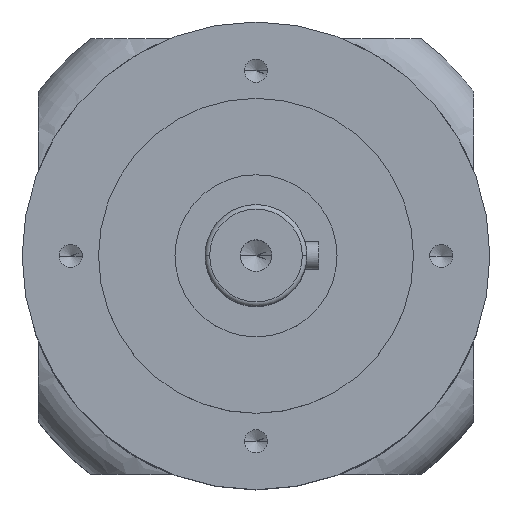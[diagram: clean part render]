
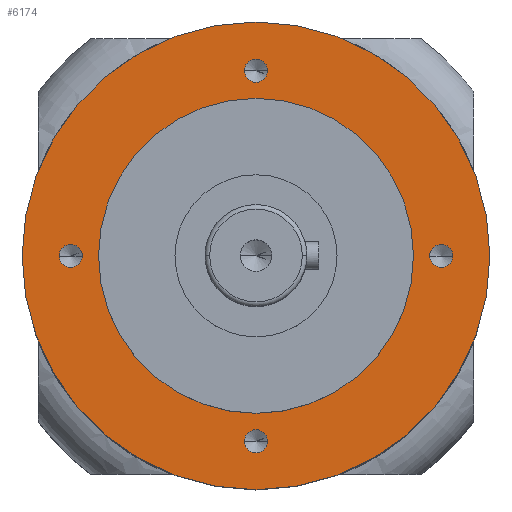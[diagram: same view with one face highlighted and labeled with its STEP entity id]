
A CAD part, top view. The second image highlights one B-rep face of the part: STEP entity #6174.
In plain terms, the highlighted planar face has unit normal (0, 0, 1).
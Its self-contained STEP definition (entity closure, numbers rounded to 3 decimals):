
#39 = EDGE_CURVE ( 'NONE', #752, #7657, #6231, .T. ) ;
#68 = AXIS2_PLACEMENT_3D ( 'NONE', #2514, #7535, #3255 ) ;
#97 = CARTESIAN_POINT ( 'NONE',  ( -50.5, 0., -46. ) ) ;
#150 = ORIENTED_EDGE ( 'NONE', *, *, #5157, .F. ) ;
#257 = CIRCLE ( 'NONE', #1611, 2.5 ) ;
#515 = CARTESIAN_POINT ( 'NONE',  ( 0., -40., -46. ) ) ;
#545 = VERTEX_POINT ( 'NONE', #8270 ) ;
#566 = AXIS2_PLACEMENT_3D ( 'NONE', #2345, #8131, #5912 ) ;
#605 = ORIENTED_EDGE ( 'NONE', *, *, #39, .F. ) ;
#641 = DIRECTION ( 'NONE',  ( 0., 0., 1. ) ) ;
#693 = CARTESIAN_POINT ( 'NONE',  ( -2.5, 40., -46. ) ) ;
#711 = ORIENTED_EDGE ( 'NONE', *, *, #8409, .T. ) ;
#752 = VERTEX_POINT ( 'NONE', #4612 ) ;
#829 = CARTESIAN_POINT ( 'NONE',  ( -40., 0., -46. ) ) ;
#933 = EDGE_CURVE ( 'NONE', #9157, #545, #6756, .T. ) ;
#1039 = FACE_OUTER_BOUND ( 'NONE', #1901, .T. ) ;
#1050 = DIRECTION ( 'NONE',  ( 0., 0., 1. ) ) ;
#1170 = CIRCLE ( 'NONE', #6574, 50.5 ) ;
#1229 = DIRECTION ( 'NONE',  ( 1., 0., 0. ) ) ;
#1515 = FACE_BOUND ( 'NONE', #7127, .T. ) ;
#1570 = DIRECTION ( 'NONE',  ( 1., 0., 0. ) ) ;
#1611 = AXIS2_PLACEMENT_3D ( 'NONE', #7461, #3156, #8182 ) ;
#1642 = AXIS2_PLACEMENT_3D ( 'NONE', #829, #5841, #1570 ) ;
#1711 = VERTEX_POINT ( 'NONE', #2166 ) ;
#1759 = VERTEX_POINT ( 'NONE', #8032 ) ;
#1860 = ORIENTED_EDGE ( 'NONE', *, *, #933, .F. ) ;
#1901 = EDGE_LOOP ( 'NONE', ( #4536, #711 ) ) ;
#1947 = CARTESIAN_POINT ( 'NONE',  ( -37.5, 0., -46. ) ) ;
#2067 = AXIS2_PLACEMENT_3D ( 'NONE', #7885, #6495, #2210 ) ;
#2166 = CARTESIAN_POINT ( 'NONE',  ( 2.5, 40., -46. ) ) ;
#2178 = PLANE ( 'NONE',  #2067 ) ;
#2210 = DIRECTION ( 'NONE',  ( -1., 0., 0. ) ) ;
#2288 = DIRECTION ( 'NONE',  ( 0., 0., 1. ) ) ;
#2303 = DIRECTION ( 'NONE',  ( 0., 0., 1. ) ) ;
#2345 = CARTESIAN_POINT ( 'NONE',  ( 40., 0., -46. ) ) ;
#2487 = CARTESIAN_POINT ( 'NONE',  ( -34., 0., -46. ) ) ;
#2514 = CARTESIAN_POINT ( 'NONE',  ( 0., 40., -46. ) ) ;
#2658 = CARTESIAN_POINT ( 'NONE',  ( -40., 0., -46. ) ) ;
#2751 = EDGE_LOOP ( 'NONE', ( #1860, #5462 ) ) ;
#2953 = FACE_BOUND ( 'NONE', #8668, .T. ) ;
#2999 = DIRECTION ( 'NONE',  ( 0., 0., 1. ) ) ;
#3156 = DIRECTION ( 'NONE',  ( 0., 0., 1. ) ) ;
#3255 = DIRECTION ( 'NONE',  ( 1., 0., 0. ) ) ;
#3404 = DIRECTION ( 'NONE',  ( 0., 0., 1. ) ) ;
#3426 = EDGE_LOOP ( 'NONE', ( #4883, #8484 ) ) ;
#3563 = DIRECTION ( 'NONE',  ( 0., 0., 1. ) ) ;
#3643 = FACE_BOUND ( 'NONE', #3426, .T. ) ;
#3768 = EDGE_CURVE ( 'NONE', #1711, #6105, #8801, .T. ) ;
#3995 = VERTEX_POINT ( 'NONE', #5726 ) ;
#4104 = DIRECTION ( 'NONE',  ( 1., 0., 0. ) ) ;
#4208 = ORIENTED_EDGE ( 'NONE', *, *, #8624, .F. ) ;
#4271 = AXIS2_PLACEMENT_3D ( 'NONE', #515, #5543, #1229 ) ;
#4288 = AXIS2_PLACEMENT_3D ( 'NONE', #2658, #3404, #4104 ) ;
#4290 = CARTESIAN_POINT ( 'NONE',  ( 50.5, 0., -46. ) ) ;
#4301 = AXIS2_PLACEMENT_3D ( 'NONE', #4945, #641, #5670 ) ;
#4504 = CIRCLE ( 'NONE', #4672, 2.5 ) ;
#4536 = ORIENTED_EDGE ( 'NONE', *, *, #9313, .T. ) ;
#4612 = CARTESIAN_POINT ( 'NONE',  ( 42.5, 0., -46. ) ) ;
#4672 = AXIS2_PLACEMENT_3D ( 'NONE', #5374, #1050, #6064 ) ;
#4701 = EDGE_CURVE ( 'NONE', #5511, #1759, #8657, .T. ) ;
#4869 = FACE_BOUND ( 'NONE', #7581, .T. ) ;
#4883 = ORIENTED_EDGE ( 'NONE', *, *, #3768, .F. ) ;
#4945 = CARTESIAN_POINT ( 'NONE',  ( 0., 0., -46. ) ) ;
#5157 = EDGE_CURVE ( 'NONE', #8772, #3995, #6977, .T. ) ;
#5374 = CARTESIAN_POINT ( 'NONE',  ( 0., 40., -46. ) ) ;
#5462 = ORIENTED_EDGE ( 'NONE', *, *, #5806, .F. ) ;
#5511 = VERTEX_POINT ( 'NONE', #2487 ) ;
#5543 = DIRECTION ( 'NONE',  ( 0., 0., 1. ) ) ;
#5658 = ORIENTED_EDGE ( 'NONE', *, *, #8865, .F. ) ;
#5670 = DIRECTION ( 'NONE',  ( 1., 0., 0. ) ) ;
#5685 = VERTEX_POINT ( 'NONE', #4290 ) ;
#5726 = CARTESIAN_POINT ( 'NONE',  ( -2.5, -40., -46. ) ) ;
#5806 = EDGE_CURVE ( 'NONE', #545, #9157, #7032, .T. ) ;
#5841 = DIRECTION ( 'NONE',  ( 0., 0., 1. ) ) ;
#5912 = DIRECTION ( 'NONE',  ( 1., 0., 0. ) ) ;
#6064 = DIRECTION ( 'NONE',  ( 1., 0., 0. ) ) ;
#6105 = VERTEX_POINT ( 'NONE', #693 ) ;
#6174 = ADVANCED_FACE ( 'NONE', ( #3643, #4869, #1515, #6761, #2953, #1039 ), #2178, .F. ) ;
#6231 = CIRCLE ( 'NONE', #566, 2.5 ) ;
#6495 = DIRECTION ( 'NONE',  ( 0., 0., -1. ) ) ;
#6570 = CARTESIAN_POINT ( 'NONE',  ( 0., 0., -46. ) ) ;
#6574 = AXIS2_PLACEMENT_3D ( 'NONE', #7301, #2999, #8017 ) ;
#6584 = CARTESIAN_POINT ( 'NONE',  ( 0., 0., -46. ) ) ;
#6636 = CIRCLE ( 'NONE', #6699, 2.5 ) ;
#6650 = CIRCLE ( 'NONE', #8525, 34. ) ;
#6699 = AXIS2_PLACEMENT_3D ( 'NONE', #7838, #3563, #8562 ) ;
#6756 = CIRCLE ( 'NONE', #4288, 2.5 ) ;
#6761 = FACE_BOUND ( 'NONE', #2751, .T. ) ;
#6904 = EDGE_CURVE ( 'NONE', #6105, #1711, #4504, .T. ) ;
#6977 = CIRCLE ( 'NONE', #4271, 2.5 ) ;
#7032 = CIRCLE ( 'NONE', #1642, 2.5 ) ;
#7127 = EDGE_LOOP ( 'NONE', ( #150, #5658 ) ) ;
#7218 = CIRCLE ( 'NONE', #4301, 50.5 ) ;
#7301 = CARTESIAN_POINT ( 'NONE',  ( 0., 0., -46. ) ) ;
#7313 = DIRECTION ( 'NONE',  ( 1., 0., 0. ) ) ;
#7330 = DIRECTION ( 'NONE',  ( 1., 0., 0. ) ) ;
#7461 = CARTESIAN_POINT ( 'NONE',  ( 40., 0., -46. ) ) ;
#7535 = DIRECTION ( 'NONE',  ( 0., 0., 1. ) ) ;
#7581 = EDGE_LOOP ( 'NONE', ( #605, #4208 ) ) ;
#7657 = VERTEX_POINT ( 'NONE', #7700 ) ;
#7692 = CARTESIAN_POINT ( 'NONE',  ( 2.5, -40., -46. ) ) ;
#7700 = CARTESIAN_POINT ( 'NONE',  ( 37.5, 0., -46. ) ) ;
#7838 = CARTESIAN_POINT ( 'NONE',  ( 0., -40., -46. ) ) ;
#7885 = CARTESIAN_POINT ( 'NONE',  ( 0., 50.5, -46. ) ) ;
#7992 = AXIS2_PLACEMENT_3D ( 'NONE', #6570, #2288, #7313 ) ;
#8017 = DIRECTION ( 'NONE',  ( 1., 0., 0. ) ) ;
#8032 = CARTESIAN_POINT ( 'NONE',  ( 34., 0., -46. ) ) ;
#8131 = DIRECTION ( 'NONE',  ( 0., 0., 1. ) ) ;
#8182 = DIRECTION ( 'NONE',  ( 1., 0., 0. ) ) ;
#8270 = CARTESIAN_POINT ( 'NONE',  ( -42.5, 0., -46. ) ) ;
#8396 = VERTEX_POINT ( 'NONE', #97 ) ;
#8409 = EDGE_CURVE ( 'NONE', #8396, #5685, #1170, .T. ) ;
#8458 = EDGE_CURVE ( 'NONE', #1759, #5511, #6650, .T. ) ;
#8484 = ORIENTED_EDGE ( 'NONE', *, *, #6904, .F. ) ;
#8525 = AXIS2_PLACEMENT_3D ( 'NONE', #6584, #2303, #7330 ) ;
#8562 = DIRECTION ( 'NONE',  ( 1., 0., 0. ) ) ;
#8583 = ORIENTED_EDGE ( 'NONE', *, *, #4701, .F. ) ;
#8624 = EDGE_CURVE ( 'NONE', #7657, #752, #257, .T. ) ;
#8657 = CIRCLE ( 'NONE', #7992, 34. ) ;
#8668 = EDGE_LOOP ( 'NONE', ( #8802, #8583 ) ) ;
#8772 = VERTEX_POINT ( 'NONE', #7692 ) ;
#8801 = CIRCLE ( 'NONE', #68, 2.5 ) ;
#8802 = ORIENTED_EDGE ( 'NONE', *, *, #8458, .F. ) ;
#8865 = EDGE_CURVE ( 'NONE', #3995, #8772, #6636, .T. ) ;
#9157 = VERTEX_POINT ( 'NONE', #1947 ) ;
#9313 = EDGE_CURVE ( 'NONE', #5685, #8396, #7218, .T. ) ;
